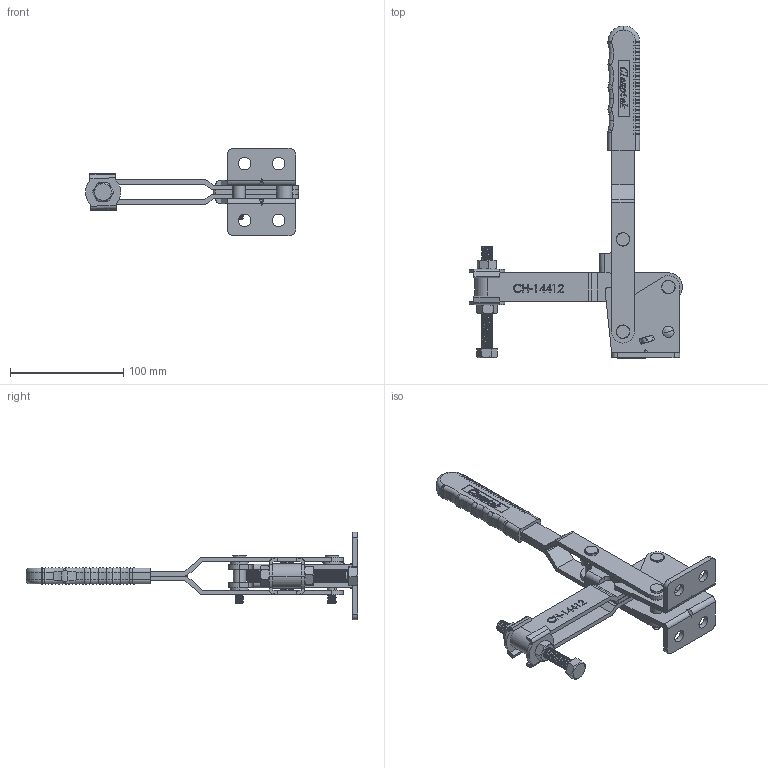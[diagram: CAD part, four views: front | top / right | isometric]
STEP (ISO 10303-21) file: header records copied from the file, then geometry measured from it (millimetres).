
FILE_DESCRIPTION (( 'STEP AP203' ), '1' );
FILE_NAME ('CH-14412.STEP', '2011-12-15T07:02:04', ( '微软用户' ), ( '微软中国' ), 'SwSTEP 2.0', 'SolidWorks 2010', '' );
FILE_SCHEMA (( 'CONFIG_CONTROL_DESIGN' ));
Length unit declared in the file: millimetre
Products named in the file (17): CH-14412-04 CONNECTING-PLATE; CH-14412-06; CH-11412-12; CH-14412-09; CH-101-H-06; CH-14412; CH-14412-01 FLANGED BASE; CH-14412-02 U-BAR; CH-14412-05; CH-14412-07; CH-14412-10; CH-14412-03 STRAIGHT HANDLE; CH-11412-11; CH-14412-08; CH-FW-120; CH-SA-109015 Nut; CH-SA-109015 SPINDLE SUOOLIED 
Assembly tree (24 placements, depth 2):
  CH-14412
    CH-11412-11  x3
    CH-14412-08  x2
    CH-FW-120  x2
    CH-14412-05
    CH-14412-06  x2
    CH-14412-09
    CH-14412-03 STRAIGHT HANDLE
    CH-101-H-06
    CH-SA-109015 Nut  x2
    CH-SA-109015 SPINDLE SUOOLIED 
    CH-14412-02 U-BAR
    CH-14412-04 CONNECTING-PLATE
    CH-14412-07  x2
    CH-14412-01 FLANGED BASE
    CH-14412-10  x2
    CH-11412-12
Bounding box: 187.75 x 292.48 x 77 mm (x, y, z)
Volume: 215218.6 mm3; surface area: 129735.4 mm2
Topology: 27 solids, 27 shells, 1735 faces, 4540 edges, 2912 vertices
Faces by surface type: plane 674, cylinder 580, bspline 315, torus 96, cone 64, sphere 6
Entity records: 84177 total; most frequent: CARTESIAN_POINT 44138, ORIENTED_EDGE 8566, DIRECTION 6944, EDGE_CURVE 4283, VERTEX_POINT 2752, LINE 2436, VECTOR 2436, AXIS2_PLACEMENT_3D 2254
